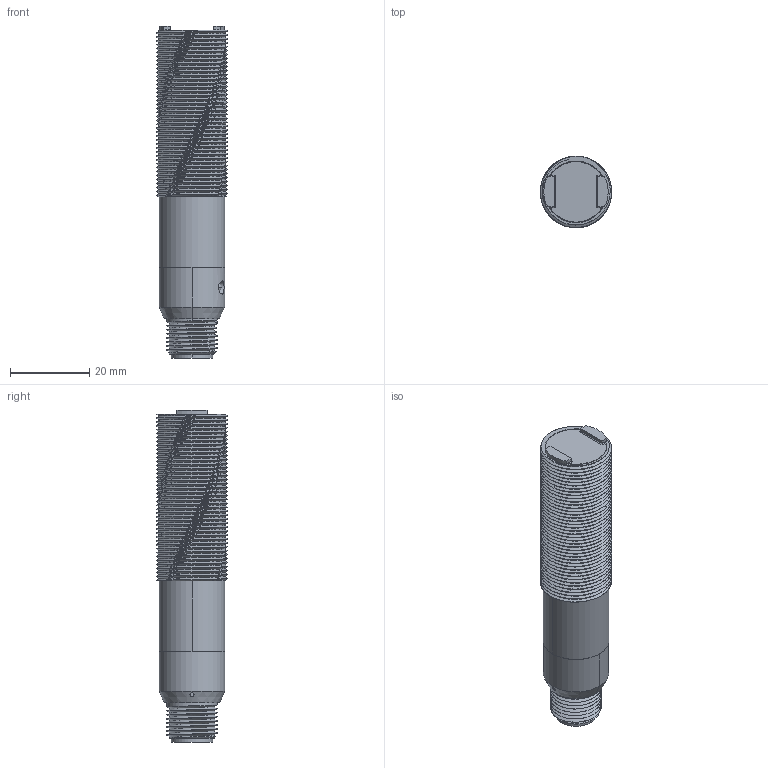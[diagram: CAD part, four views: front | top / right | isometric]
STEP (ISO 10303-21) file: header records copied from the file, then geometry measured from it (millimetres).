
FILE_DESCRIPTION((''),'2;1');
FILE_NAME('155363_SW','2011-02-03T',('banengservice'),('BANNER ENGINEERING'),'PRO/ENGINEER BY PARAMETRIC TECHNOLOGY CORPORATION, 2009141','PRO/ENGINEER BY PARAMETRIC TECHNOLOGY CORPORATION, 2009141','');
FILE_SCHEMA(('CONFIG_CONTROL_DESIGN'));
Length unit declared in the file: inch
Products named in the file (1): 155363_SW
Bounding box: 18 x 18 x 83.7 mm (x, y, z)
Volume: 5320.8 mm3; surface area: 11353.1 mm2
Topology: 1 solids, 1 shells, 349 faces, 911 edges, 586 vertices
Faces by surface type: cylinder 178, plane 95, bspline 54, cone 12, revolution 4, sphere 4, torus 2
Entity records: 34790 total; most frequent: CARTESIAN_POINT 26864, ORIENTED_EDGE 1806, DIRECTION 1348, EDGE_CURVE 903, VERTEX_POINT 586, AXIS2_PLACEMENT_3D 476, VECTOR 392, LINE 392
